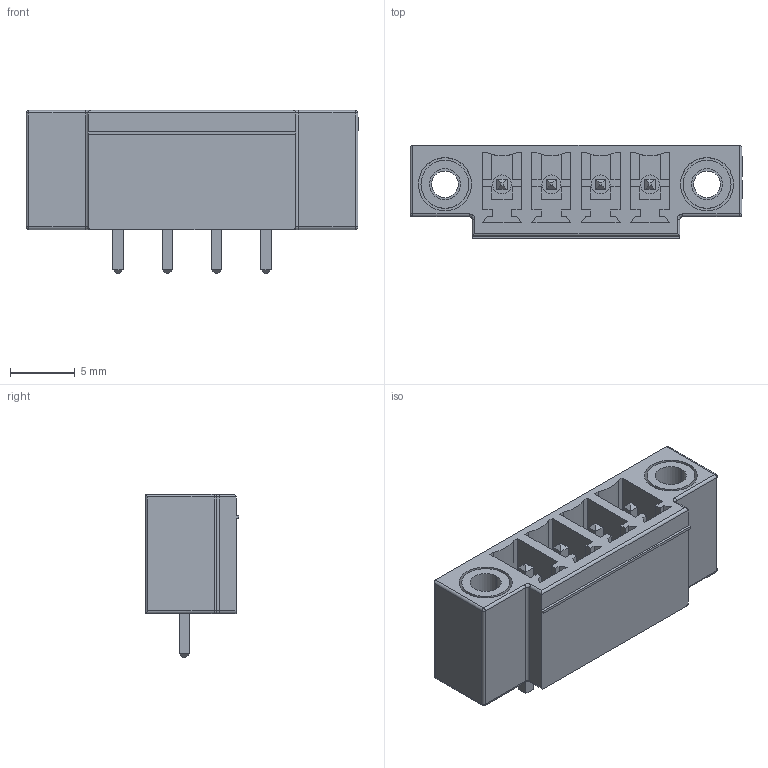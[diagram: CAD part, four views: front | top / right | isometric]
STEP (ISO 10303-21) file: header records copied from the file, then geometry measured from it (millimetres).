
FILE_DESCRIPTION (( 'STEP AP214' ), '1' );
FILE_NAME ('CONN-TH_DB2EVM-3.81-4P-GN.step', '2022-08-05T11:13:11', ( '' ), ( '' ), 'SwSTEP 2.0', 'SolidWorks 2020', '' );
FILE_SCHEMA (( 'AUTOMOTIVE_DESIGN' ));
Length unit declared in the file: millimetre
Products named in the file (1): CONN-TH_DB2EVM-3.81-4P-GN
Bounding box: 25.63 x 7.2 x 12.6 mm (x, y, z)
Volume: 1063.9 mm3; surface area: 1916.3 mm2
Topology: 14 solids, 14 shells, 594 faces, 1557 edges, 1016 vertices
Faces by surface type: plane 425, bspline 114, cylinder 47, sphere 4, torus 4
Entity records: 24710 total; most frequent: CARTESIAN_POINT 5544, ORIENTED_EDGE 3106, DIRECTION 2371, EDGE_CURVE 1553, VECTOR 1221, LINE 1221, VERTEX_POINT 1016, EDGE_LOOP 639
